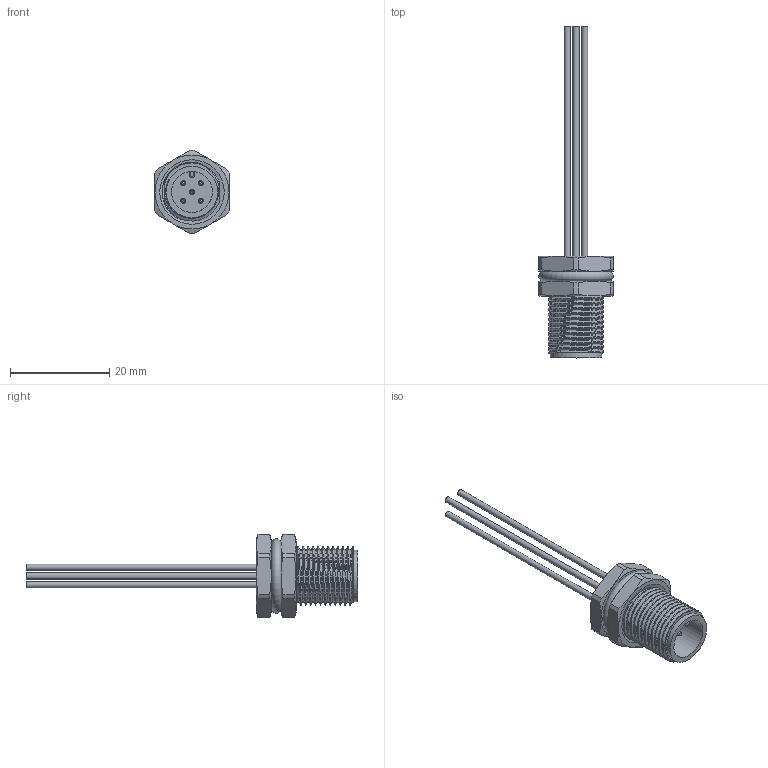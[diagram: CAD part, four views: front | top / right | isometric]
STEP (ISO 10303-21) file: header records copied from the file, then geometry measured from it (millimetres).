
FILE_DESCRIPTION(/* description */ ('Unknown'),/* implementation_level */ '2;1');
FILE_NAME(/* name */ '643452100305',/* time_stamp */ '2024-12-05T17:03:48+01:00',/* author */ ('Unknown'),/* organization */ ('Unknown'),/* preprocessor_version */ 'ST-DEVELOPER v19.4',/* originating_system */ 'Solid Edge',/* authorisation */ 'Unknown');
FILE_SCHEMA (('AUTOMOTIVE_DESIGN {1 0 10303 214 3 1 1}'));
Products named in the file (13): 6434521003xx_With Cable; 6434521003xx; 6434521003xx_Shell; 643452100605; 6434521006xx_Pin; 643xx01003xx_Panel O-Ring; 643xx01003xx_Panel Nut; 6434521003xx_Glue; Wire 22AWG Brown; Wire 22AWG White; Wire 22AWG Blue; Wire 22AWG Black; Wire 22AWG Grey
Assembly tree (16 placements, depth 3):
  6434521003xx_With Cable
    6434521003xx
      6434521003xx_Shell
      643452100605
      6434521006xx_Pin  x5
      643xx01003xx_Panel O-Ring
      643xx01003xx_Panel Nut
      6434521003xx_Glue
    Wire 22AWG Brown
    Wire 22AWG White
    Wire 22AWG Blue
    Wire 22AWG Black
    Wire 22AWG Grey
Bounding box: 15 x 67 x 16.8 mm (x, y, z)
Volume: 2452.5 mm3; surface area: 5734.7 mm2
Topology: 15 solids, 15 shells, 365 faces, 848 edges, 548 vertices
Faces by surface type: cylinder 158, plane 146, cone 34, torus 23, bspline 4
Full cylindrical faces by diameter (mm): 0.77 x5, 1 x10, 1.1 x5, 1.245 x5, 1.3 x5, 1.4 x15, 1.5 x10, 1.6 x5, 1.7 x5, 8.3 x1, 9.44 x2, 9.45 x1, 10.2 x8, 10.45 x1, 10.6 x3, 10.607 x3, 10.65 x16
Entity records: 41347 total; most frequent: CARTESIAN_POINT 35741, DIRECTION 1021, ORIENTED_EDGE 984, EDGE_CURVE 492, AXIS2_PLACEMENT_3D 434, FACE_BOUND 372, EDGE_LOOP 370, VERTEX_POINT 366
